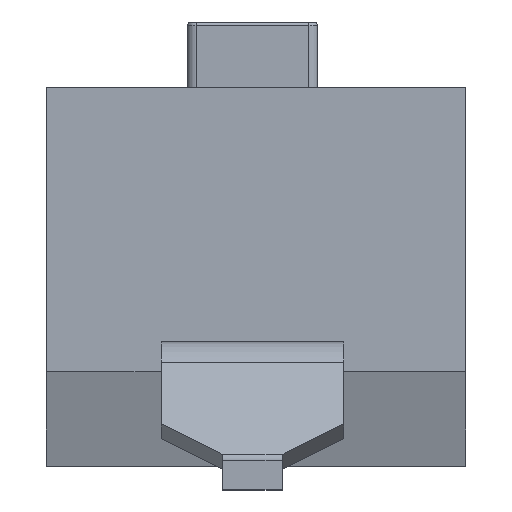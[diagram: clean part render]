
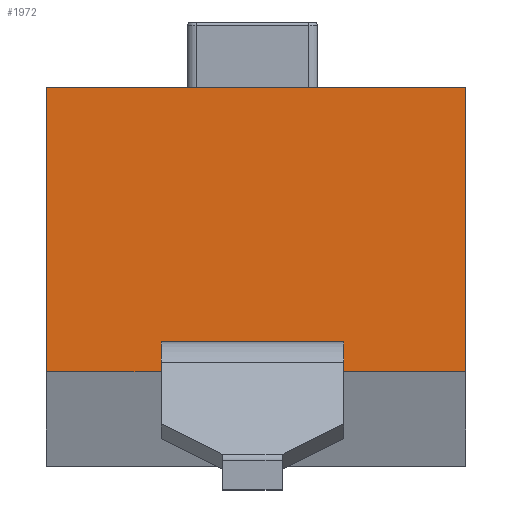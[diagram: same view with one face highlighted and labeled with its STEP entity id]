
A CAD part, front view. The second image highlights one B-rep face of the part: STEP entity #1972.
In plain terms, the highlighted planar face has unit normal (0, -1, 0).
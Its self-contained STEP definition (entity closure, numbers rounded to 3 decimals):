
#134=PLANE('',#2121);
#202=LINE('',#2790,#417);
#206=LINE('',#2798,#421);
#224=LINE('',#2847,#439);
#316=LINE('',#3338,#531);
#345=LINE('',#3398,#560);
#346=LINE('',#3399,#561);
#349=LINE('',#3404,#564);
#350=LINE('',#3405,#565);
#417=VECTOR('',#2321,10.);
#421=VECTOR('',#2327,10.);
#439=VECTOR('',#2367,10.);
#531=VECTOR('',#2531,10.);
#560=VECTOR('',#2582,10.);
#561=VECTOR('',#2583,10.);
#564=VECTOR('',#2590,10.);
#565=VECTOR('',#2591,10.);
#688=FACE_OUTER_BOUND('',#801,.T.);
#801=EDGE_LOOP('',(#1840,#1841,#1842,#1843,#1844,#1845,#1846,#1847));
#899=VERTEX_POINT('',#2788);
#900=VERTEX_POINT('',#2789);
#903=VERTEX_POINT('',#2797);
#923=VERTEX_POINT('',#2846);
#998=VERTEX_POINT('',#3332);
#1000=VERTEX_POINT('',#3336);
#1018=VERTEX_POINT('',#3392);
#1020=VERTEX_POINT('',#3396);
#1113=EDGE_CURVE('',#899,#900,#202,.T.);
#1117=EDGE_CURVE('',#903,#899,#206,.T.);
#1141=EDGE_CURVE('',#900,#923,#224,.T.);
#1265=EDGE_CURVE('',#998,#1000,#316,.T.);
#1294=EDGE_CURVE('',#923,#1020,#345,.T.);
#1295=EDGE_CURVE('',#1018,#903,#346,.T.);
#1298=EDGE_CURVE('',#1020,#998,#349,.T.);
#1299=EDGE_CURVE('',#1018,#1000,#350,.T.);
#1840=ORIENTED_EDGE('',*,*,#1141,.T.);
#1841=ORIENTED_EDGE('',*,*,#1294,.T.);
#1842=ORIENTED_EDGE('',*,*,#1298,.T.);
#1843=ORIENTED_EDGE('',*,*,#1265,.T.);
#1844=ORIENTED_EDGE('',*,*,#1299,.F.);
#1845=ORIENTED_EDGE('',*,*,#1295,.T.);
#1846=ORIENTED_EDGE('',*,*,#1117,.T.);
#1847=ORIENTED_EDGE('',*,*,#1113,.T.);
#1972=ADVANCED_FACE('',(#688),#134,.T.);
#2121=AXIS2_PLACEMENT_3D('',#3403,#2588,#2589);
#2321=DIRECTION('',(1.,0.,0.));
#2327=DIRECTION('',(0.,0.,1.));
#2367=DIRECTION('',(0.,0.,-1.));
#2531=DIRECTION('',(-1.,0.,0.));
#2582=DIRECTION('',(1.,0.,0.));
#2583=DIRECTION('',(1.,0.,0.));
#2588=DIRECTION('center_axis',(0.,-1.,0.));
#2589=DIRECTION('ref_axis',(0.,0.,-1.));
#2590=DIRECTION('',(0.,0.,1.));
#2591=DIRECTION('',(0.,0.,1.));
#2788=CARTESIAN_POINT('',(-0.8,-3.1,1.05));
#2789=CARTESIAN_POINT('',(0.74,-3.1,1.05));
#2790=CARTESIAN_POINT('',(0.87,-3.1,1.05));
#2797=CARTESIAN_POINT('',(-0.8,-3.1,0.8));
#2798=CARTESIAN_POINT('',(-0.8,-3.1,0.339));
#2846=CARTESIAN_POINT('',(0.74,-3.1,0.8));
#2847=CARTESIAN_POINT('',(0.74,-3.1,0.339));
#3332=CARTESIAN_POINT('',(1.77,-3.1,3.2));
#3336=CARTESIAN_POINT('',(-1.77,-3.1,3.2));
#3338=CARTESIAN_POINT('',(1.77,-3.1,3.2));
#3392=CARTESIAN_POINT('',(-1.77,-3.1,0.8));
#3396=CARTESIAN_POINT('',(1.77,-3.1,0.8));
#3398=CARTESIAN_POINT('',(1.77,-3.1,0.8));
#3399=CARTESIAN_POINT('',(1.77,-3.1,0.8));
#3403=CARTESIAN_POINT('Origin',(1.77,-3.1,0.));
#3404=CARTESIAN_POINT('',(1.77,-3.1,0.));
#3405=CARTESIAN_POINT('',(-1.77,-3.1,0.));
